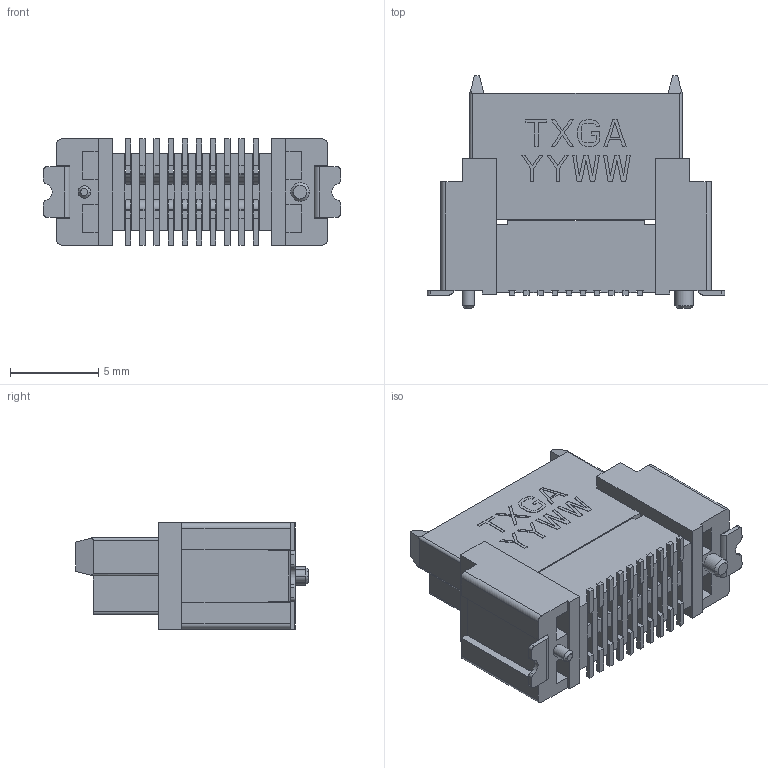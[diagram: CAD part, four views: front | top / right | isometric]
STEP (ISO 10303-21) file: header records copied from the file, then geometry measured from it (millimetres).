
FILE_DESCRIPTION((''),'2;1');
FILE_NAME('ASM0001_ASM','2025-09-26T18:37:57',('gongchengVV'),(''),'CREO PARAMETRIC BY PTC INC, 2020033','CREO PARAMETRIC BY PTC INC, 2020033','');
FILE_SCHEMA(('CONFIG_CONTROL_DESIGN'));
Length unit declared in the file: millimetre
Products named in the file (1): ASM0001_ASM
Bounding box: 16.8 x 13.15 x 6 mm (x, y, z)
Volume: 557.5 mm3; surface area: 1653.6 mm2
Topology: 1 solids, 1 shells, 827 faces, 2677 edges, 1764 vertices
Faces by surface type: plane 755, extrusion 40, cylinder 28, cone 4
Entity records: 31230 total; most frequent: CARTESIAN_POINT 7541, ORIENTED_EDGE 5354, DIRECTION 4259, EDGE_CURVE 2677, VECTOR 2573, LINE 2533, VERTEX_POINT 1764, EDGE_LOOP 901
